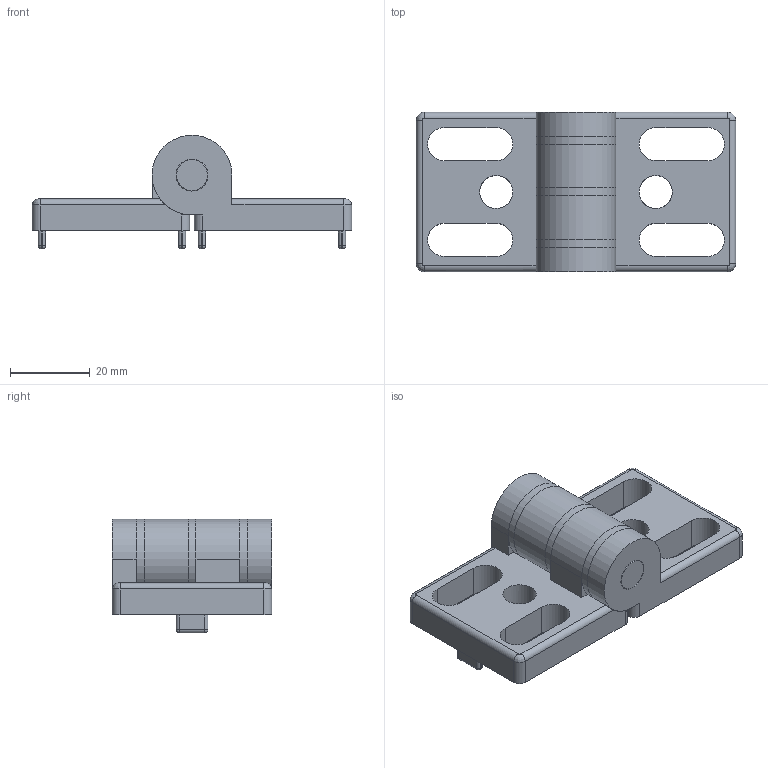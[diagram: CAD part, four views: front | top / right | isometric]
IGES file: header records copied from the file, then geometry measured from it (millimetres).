
Global section: file name: 614040.1.stp.ipt; native system: Autodesk Inventor 2014; preprocessor: unknown; author: zeman; date: 20151020.100055; units: millimetre
Bounding box: 80 x 40 x 28.5 mm (x, y, z)
Volume: 30339.1 mm3; surface area: 16950.6 mm2
Topology: 6 solids, 6 shells, 157 faces, 379 edges, 222 vertices
Faces by surface type: plane 60, cylinder 54, revolution 25, sphere 16, cone 2
Full cylindrical faces by diameter (mm): 8 x1, 20 x3
